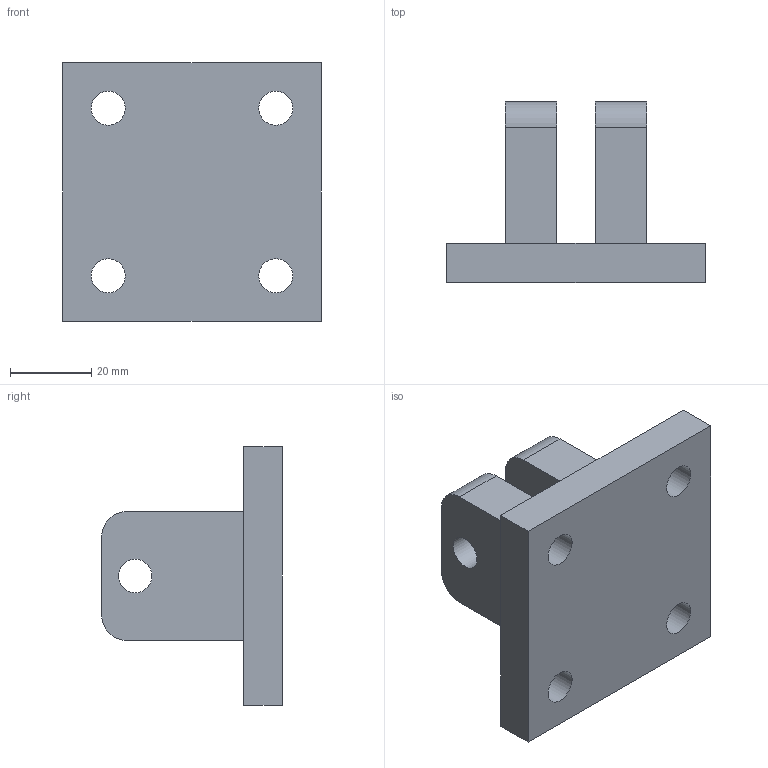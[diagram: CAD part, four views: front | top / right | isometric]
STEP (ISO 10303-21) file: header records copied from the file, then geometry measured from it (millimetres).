
FILE_DESCRIPTION(/* description */ (''),/* implementation_level */ '2;1');
FILE_NAME(/* name */ 'Clevis CAD_ipt_ec006cba.STEP',/* time_stamp */ '2018-02-13T23:11:12-05:00',/* author */ ('dl675'),/* organization */ (''),/* preprocessor_version */ 'ST-DEVELOPER v16.13',/* originating_system */ 'Autodesk Inventor 2018',/* authorisation */ '');
FILE_SCHEMA (('AUTOMOTIVE_DESIGN { 1 0 10303 214 3 1 1 }'));
Length unit declared in the file: inch
Products named in the file (1): Clevis CAD
Bounding box: 63.5 x 44.45 x 63.5 mm (x, y, z)
Volume: 62671.1 mm3; surface area: 17492.3 mm2
Topology: 1 solids, 1 shells, 26 faces, 66 edges, 44 vertices
Faces by surface type: plane 16, cylinder 10
Full cylindrical faces by diameter (mm): 8.255 x2, 8.382 x4
Entity records: 825 total; most frequent: DIRECTION 134, CARTESIAN_POINT 131, ORIENTED_EDGE 120, EDGE_CURVE 60, AXIS2_PLACEMENT_3D 47, EDGE_LOOP 46, VERTEX_POINT 44, LINE 40
